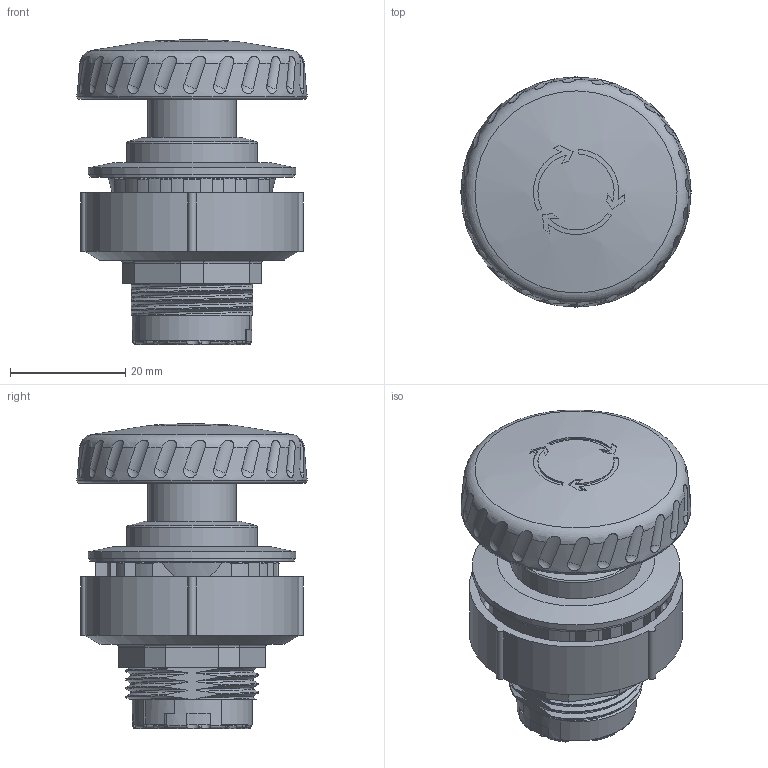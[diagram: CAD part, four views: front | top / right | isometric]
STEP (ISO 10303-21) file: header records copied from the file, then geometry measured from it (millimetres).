
FILE_DESCRIPTION(/* description */ (''),/* implementation_level */ '2;1');
FILE_NAME(/* name */ 'KRJV_vereinfacht.stp',/* time_stamp */ '2018-04-16T08:57:02+02:00',/* author */ ('mreiber'),/* organization */ (''),/* preprocessor_version */ 'ST-DEVELOPER v16.1',/* originating_system */ 'Autodesk Inventor 2016',/* authorisation */ '');
FILE_SCHEMA (('AUTOMOTIVE_DESIGN { 1 0 10303 214 3 1 1 }'));
Length unit declared in the file: centimetre
Products named in the file (1): KRJV_vereinfacht
Bounding box: 39.91 x 39.91 x 52.86 mm (x, y, z)
Volume: 27066.5 mm3; surface area: 13609.6 mm2
Topology: 1 solids, 1 shells, 538 faces, 1466 edges, 949 vertices
Faces by surface type: cylinder 168, plane 151, bspline 82, sphere 60, torus 54, cone 23
Full cylindrical faces by diameter (mm): 15.3 x1, 22.7 x1, 23 x1, 24.25 x1, 29 x1, 34 x1, 35.5 x1, 36 x1
Entity records: 22757 total; most frequent: CARTESIAN_POINT 9959, ORIENTED_EDGE 2876, DIRECTION 2443, EDGE_CURVE 1438, AXIS2_PLACEMENT_3D 1013, VERTEX_POINT 941, EDGE_LOOP 577, FACE_OUTER_BOUND 538
